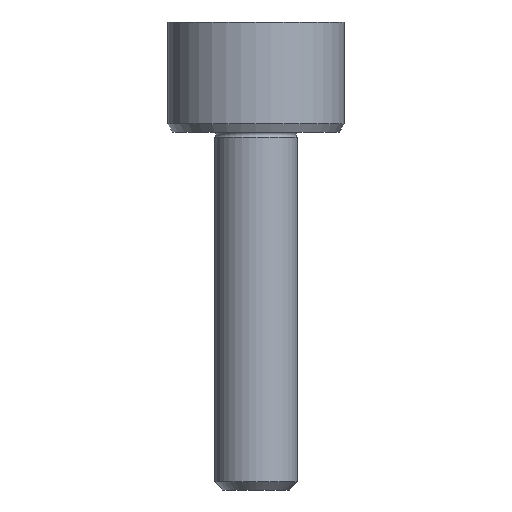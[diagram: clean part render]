
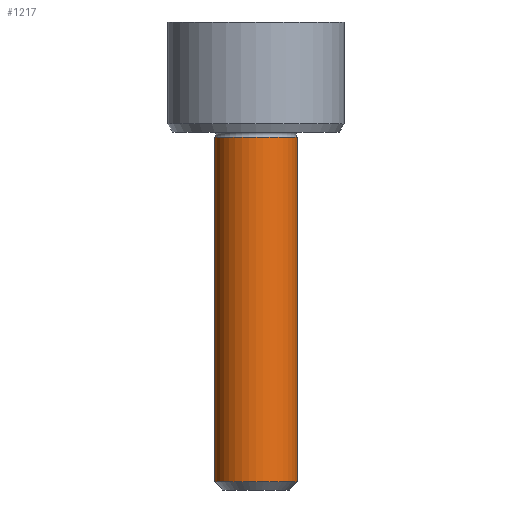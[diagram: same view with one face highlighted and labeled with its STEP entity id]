
A CAD part, front view. The second image highlights one B-rep face of the part: STEP entity #1217.
In plain terms, the highlighted cylindrical face has radius 1.5 mm (diameter 3 mm), a full revolution.
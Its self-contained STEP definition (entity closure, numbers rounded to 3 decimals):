
#215=FACE_OUTER_BOUND('',#284,.T.);
#284=EDGE_LOOP('',(#1088,#1089,#1090,#1091,#1092));
#315=CIRCLE('',#1303,1.5);
#316=CIRCLE('',#1305,1.5);
#317=CIRCLE('',#1306,1.5);
#402=LINE('',#2440,#484);
#484=VECTOR('',#1520,1.5);
#600=VERTEX_POINT('',#2432);
#601=VERTEX_POINT('',#2436);
#602=VERTEX_POINT('',#2437);
#776=EDGE_CURVE('',#600,#600,#315,.T.);
#778=EDGE_CURVE('',#601,#602,#316,.T.);
#779=EDGE_CURVE('',#602,#601,#317,.T.);
#780=EDGE_CURVE('',#602,#600,#402,.T.);
#1088=ORIENTED_EDGE('',*,*,#778,.F.);
#1089=ORIENTED_EDGE('',*,*,#779,.F.);
#1090=ORIENTED_EDGE('',*,*,#780,.T.);
#1091=ORIENTED_EDGE('',*,*,#776,.T.);
#1092=ORIENTED_EDGE('',*,*,#780,.F.);
#1153=CYLINDRICAL_SURFACE('',#1304,1.5);
#1217=ADVANCED_FACE('',(#215),#1153,.T.);
#1303=AXIS2_PLACEMENT_3D('',#2433,#1511,#1512);
#1304=AXIS2_PLACEMENT_3D('',#2435,#1514,#1515);
#1305=AXIS2_PLACEMENT_3D('',#2438,#1516,#1517);
#1306=AXIS2_PLACEMENT_3D('',#2439,#1518,#1519);
#1511=DIRECTION('center_axis',(0.,0.,1.));
#1512=DIRECTION('ref_axis',(0.,-1.,0.));
#1514=DIRECTION('center_axis',(0.,0.,1.));
#1515=DIRECTION('ref_axis',(0.,-1.,0.));
#1516=DIRECTION('center_axis',(0.,0.,1.));
#1517=DIRECTION('ref_axis',(0.,-1.,0.));
#1518=DIRECTION('center_axis',(0.,0.,1.));
#1519=DIRECTION('ref_axis',(0.,-1.,0.));
#1520=DIRECTION('',(0.,0.,-1.));
#2432=CARTESIAN_POINT('',(0.,1.5,-12.7));
#2433=CARTESIAN_POINT('Origin',(0.,0.,-12.7));
#2435=CARTESIAN_POINT('Origin',(0.,0.,-6.443));
#2436=CARTESIAN_POINT('',(-1.5,0.,-0.187));
#2437=CARTESIAN_POINT('',(0.,1.5,-0.187));
#2438=CARTESIAN_POINT('Origin',(0.,0.,-0.187));
#2439=CARTESIAN_POINT('Origin',(0.,0.,-0.187));
#2440=CARTESIAN_POINT('',(0.,1.5,-6.443));
